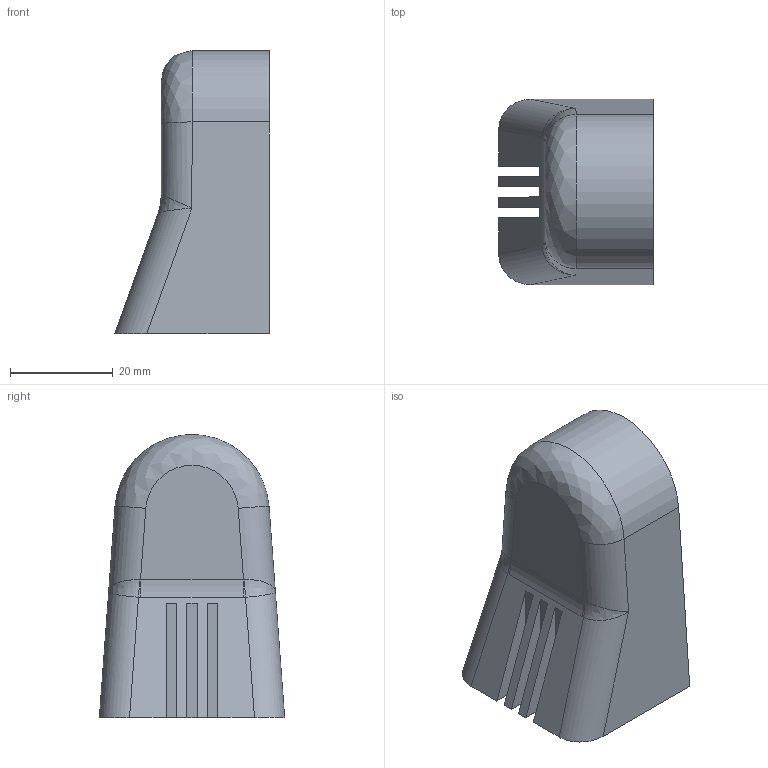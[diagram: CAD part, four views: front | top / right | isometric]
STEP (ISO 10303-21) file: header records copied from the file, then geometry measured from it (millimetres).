
FILE_DESCRIPTION(('STEP AP203'),'2;1');
FILE_NAME('15.323.00.stp','2011-09-08T18:05:26',(''),(''),'2009.3.110','THINKDESIGN','');
FILE_SCHEMA(('CONFIG_CONTROL_DESIGN'));
Length unit declared in the file: millimetre
Bounding box: 30 x 36 x 55 mm (x, y, z)
Volume: 18020.1 mm3; surface area: 10565.5 mm2
Topology: 1 solids, 1 shells, 40 faces, 106 edges, 67 vertices
Faces by surface type: plane 20, cylinder 12, bspline 8
Full cylindrical faces by diameter (mm): 5.5 x1, 25 x1
Entity records: 2335 total; most frequent: CARTESIAN_POINT 1284, ORIENTED_EDGE 206, DIRECTION 184, EDGE_CURVE 103, VERTEX_POINT 67, VECTOR 62, LINE 62, AXIS2_PLACEMENT_3D 61
